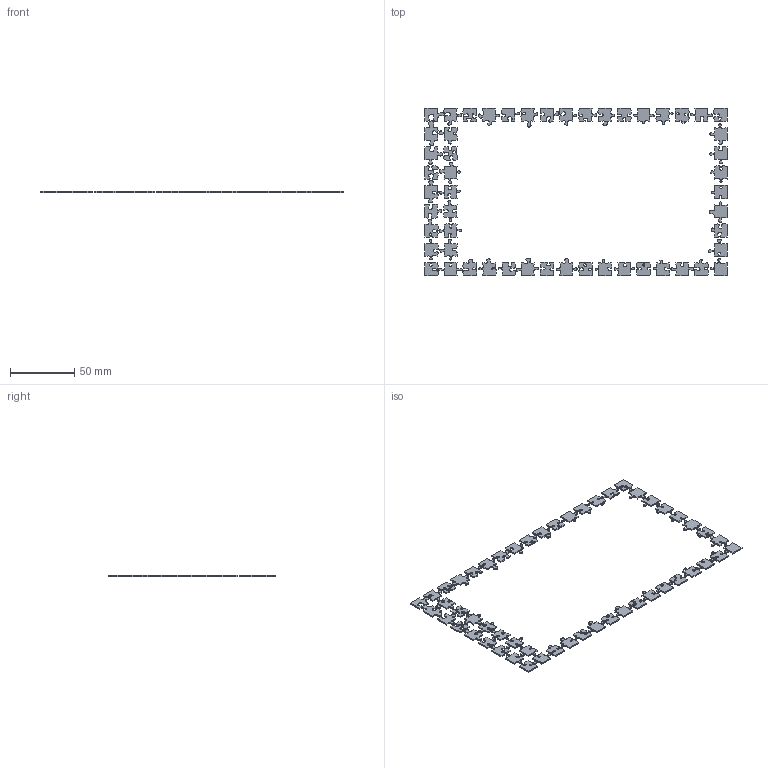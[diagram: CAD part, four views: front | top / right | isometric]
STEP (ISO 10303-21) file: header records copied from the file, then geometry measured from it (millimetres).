
FILE_DESCRIPTION(('HOOPS Exchange Step'),'2;1');
FILE_NAME('temp_export','2024-07-12T12:49:21+08:00',('sharma21'),('Shapr3D Limited'),'HOOPS Exchange 2024.2','Shapr3D','Authorized');
FILE_SCHEMA( ('AUTOMOTIVE_DESIGN { 1 0 10303 214 1 1 1 1 }') );
Length unit declared in the file: millimetre
Products named in the file (1): root
Bounding box: 235 x 130 x 1 mm (x, y, z)
Volume: 5352.6 mm3; surface area: 13856 mm2
Topology: 53 solids, 53 shells, 318 faces, 636 edges, 424 vertices
Faces by surface type: bspline 162, plane 156
Entity records: 10580 total; most frequent: CARTESIAN_POINT 5061, ORIENTED_EDGE 1272, EDGE_CURVE 636, DIRECTION 626, VERTEX_POINT 424, B_SPLINE_CURVE_WITH_KNOTS 324, EDGE_LOOP 318, FACE_BOUND 318
